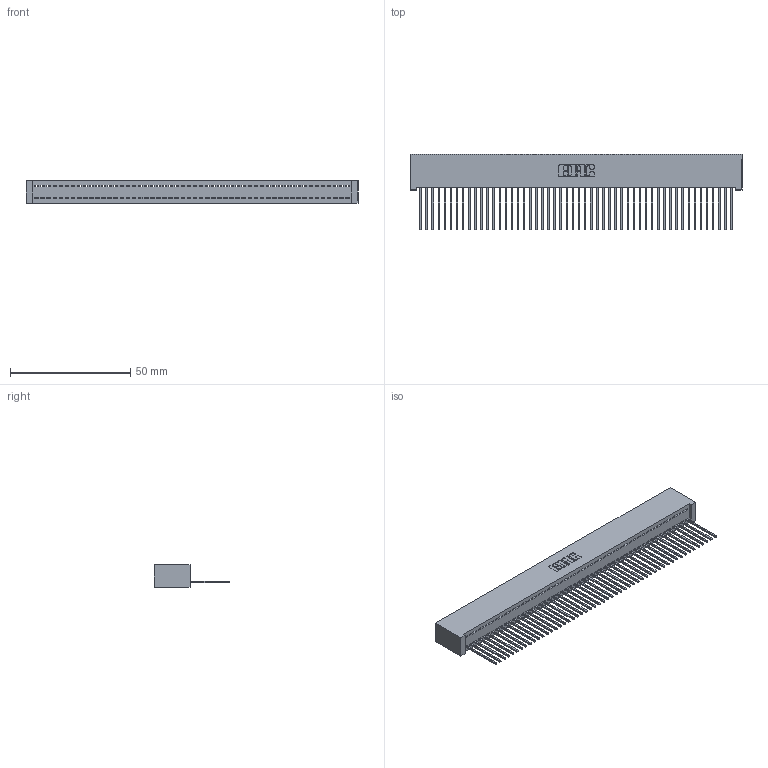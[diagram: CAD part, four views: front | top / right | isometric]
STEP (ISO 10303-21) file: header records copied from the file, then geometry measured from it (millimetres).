
FILE_DESCRIPTION (( 'STEP AP203' ), '1' );
FILE_NAME ('342-052-542-101.STEP', '2019-10-03T01:26:49', ( '' ), ( '' ), 'SwSTEP 2.0', 'SolidWorks 2016', '' );
FILE_SCHEMA (( 'CONFIG_CONTROL_DESIGN' ));
Length unit declared in the file: inch
Products named in the file (3): 342 Part_Lugless; 345-292-001_345-293-142; 342-052-542-101
Assembly tree (53 placements, depth 2):
  342-052-542-101
    342 Part_Lugless
    345-292-001_345-293-142  x52
Bounding box: 138.33 x 31.63 x 9.4 mm (x, y, z)
Volume: 12690.1 mm3; surface area: 19850.5 mm2
Topology: 53 solids, 53 shells, 3118 faces, 9427 edges, 6214 vertices
Faces by surface type: plane 2246, cylinder 872
Entity records: 30105 total; most frequent: CARTESIAN_POINT 5198, ORIENTED_EDGE 5186, DIRECTION 4357, EDGE_CURVE 2593, LINE 2473, VECTOR 2473, VERTEX_POINT 1726, AXIS2_PLACEMENT_3D 942
